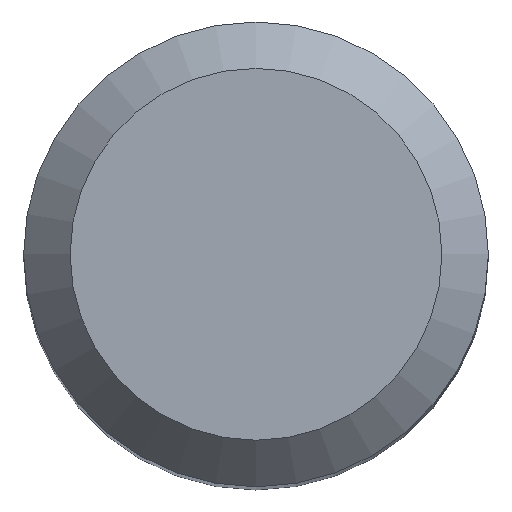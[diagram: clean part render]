
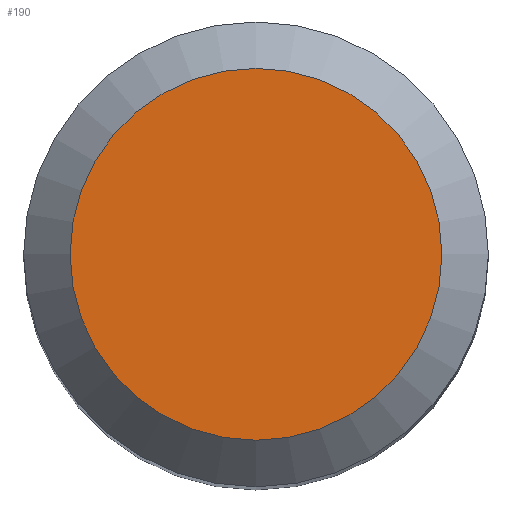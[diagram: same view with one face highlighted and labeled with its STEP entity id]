
A CAD part, top view. The second image highlights one B-rep face of the part: STEP entity #190.
In plain terms, the highlighted planar face has unit normal (0, 0, 1).
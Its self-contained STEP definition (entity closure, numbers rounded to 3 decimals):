
#6 = AXIS2_PLACEMENT_3D ( 'NONE', #64, #81, #36 ) ;
#23 = VERTEX_POINT ( 'NONE', #112 ) ;
#36 = DIRECTION ( 'NONE',  ( 0., 1., 0. ) ) ;
#61 = CARTESIAN_POINT ( 'NONE',  ( 0., 0., 89. ) ) ;
#64 = CARTESIAN_POINT ( 'NONE',  ( 0., 0., 89. ) ) ;
#81 = DIRECTION ( 'NONE',  ( 0., 0., -1. ) ) ;
#112 = CARTESIAN_POINT ( 'NONE',  ( 0., 4., 89. ) ) ;
#120 = FACE_OUTER_BOUND ( 'NONE', #231, .T. ) ;
#124 = EDGE_CURVE ( 'NONE', #23, #23, #159, .T. ) ;
#140 = DIRECTION ( 'NONE',  ( 0., 0., -1. ) ) ;
#159 = CIRCLE ( 'NONE', #227, 4. ) ;
#168 = ORIENTED_EDGE ( 'NONE', *, *, #124, .F. ) ;
#190 = ADVANCED_FACE ( 'NONE', ( #120 ), #199, .F. ) ;
#199 = PLANE ( 'NONE',  #6 ) ;
#227 = AXIS2_PLACEMENT_3D ( 'NONE', #61, #140, #263 ) ;
#231 = EDGE_LOOP ( 'NONE', ( #168 ) ) ;
#263 = DIRECTION ( 'NONE',  ( 0., 1., 0. ) ) ;
